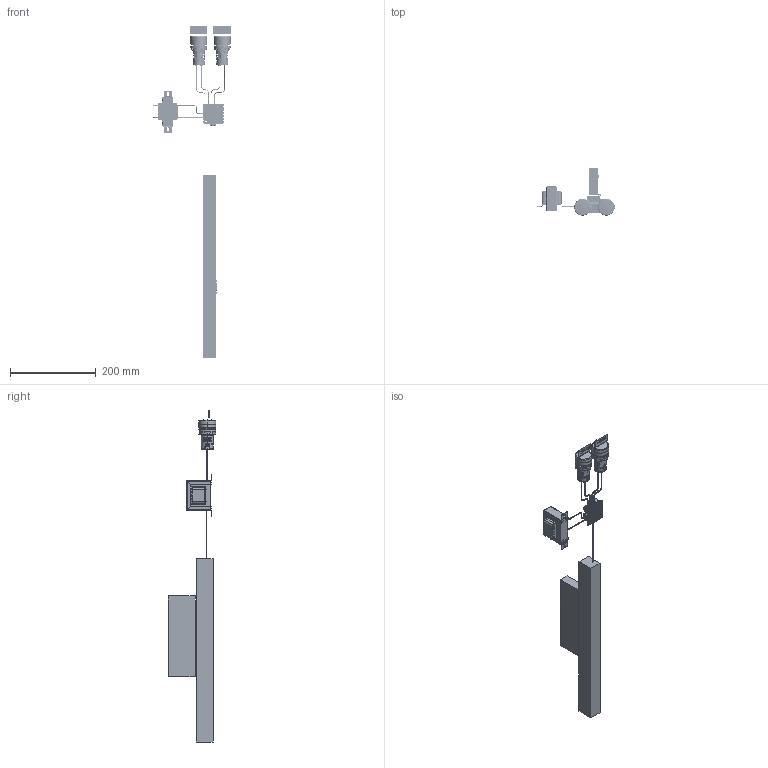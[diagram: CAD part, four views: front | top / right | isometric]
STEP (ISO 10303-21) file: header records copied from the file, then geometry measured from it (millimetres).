
FILE_DESCRIPTION(('FreeCAD Model'),'2;1');
FILE_NAME('Open CASCADE Shape Model','2025-04-30T07:40:08',('FreeCAD'),( 'FreeCAD'),'Open CASCADE STEP processor 7.6','FreeCAD','Unknown');
FILE_SCHEMA(('AUTOMOTIVE_DESIGN { 1 0 10303 214 1 1 1 1 }'));
Products named in the file (1): Open CASCADE STEP translator 7.6 1
Bounding box: 180.26 x 110.7 x 773.29 mm (x, y, z)
Volume: 941042.3 mm3; surface area: 278720.5 mm2
Topology: 278 solids, 284 shells, 7022 faces, 17940 edges, 11639 vertices
Faces by surface type: bspline 7022
Entity records: 246591 total; most frequent: CARTESIAN_POINT 141230, ORIENTED_EDGE 35700, EDGE_CURVE 17858, B_SPLINE_CURVE_WITH_KNOTS 12110, VERTEX_POINT 11629, FACE_BOUND 8156, EDGE_LOOP 8156, ADVANCED_FACE 7022
